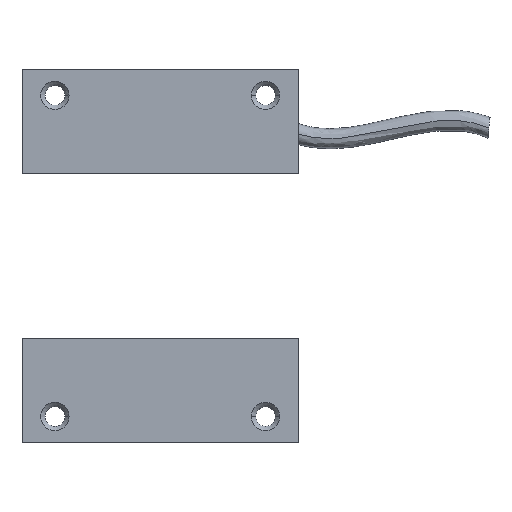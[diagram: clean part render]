
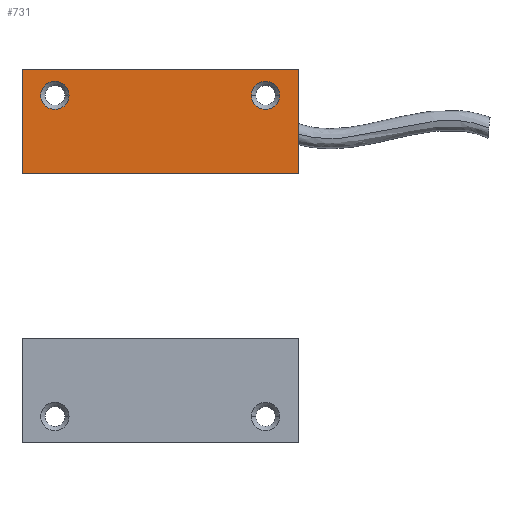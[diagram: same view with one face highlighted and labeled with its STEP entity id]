
A CAD part, top view. The second image highlights one B-rep face of the part: STEP entity #731.
In plain terms, the highlighted planar face has unit normal (0, 0, 1).
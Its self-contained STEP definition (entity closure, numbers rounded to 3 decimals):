
#9 = EDGE_CURVE ( 'NONE', #1200, #194, #635, .T. ) ;
#78 = LINE ( 'NONE', #1056, #1228 ) ;
#107 = EDGE_CURVE ( 'NONE', #194, #1200, #1276, .T. ) ;
#119 = ORIENTED_EDGE ( 'NONE', *, *, #1086, .T. ) ;
#135 = DIRECTION ( 'NONE',  ( 0., 1., 0. ) ) ;
#168 = DIRECTION ( 'NONE',  ( 1., 0., 0. ) ) ;
#172 = FACE_OUTER_BOUND ( 'NONE', #679, .T. ) ;
#181 = VERTEX_POINT ( 'NONE', #560 ) ;
#182 = LINE ( 'NONE', #480, #633 ) ;
#185 = DIRECTION ( 'NONE',  ( 1., 0., 0. ) ) ;
#194 = VERTEX_POINT ( 'NONE', #695 ) ;
#217 = VERTEX_POINT ( 'NONE', #249 ) ;
#249 = CARTESIAN_POINT ( 'NONE',  ( -18.15, 3.95, 4.8 ) ) ;
#270 = CARTESIAN_POINT ( 'NONE',  ( 0., 0., 4.8 ) ) ;
#287 = CARTESIAN_POINT ( 'NONE',  ( 16., 3.95, 4.8 ) ) ;
#291 = VECTOR ( 'NONE', #135, 1000. ) ;
#315 = EDGE_CURVE ( 'NONE', #548, #217, #470, .T. ) ;
#335 = VERTEX_POINT ( 'NONE', #588 ) ;
#337 = CIRCLE ( 'NONE', #450, 2.15 ) ;
#345 = CARTESIAN_POINT ( 'NONE',  ( 21., -7.95, 4.8 ) ) ;
#403 = DIRECTION ( 'NONE',  ( 0., 0., 1. ) ) ;
#418 = EDGE_CURVE ( 'NONE', #1302, #1008, #920, .T. ) ;
#448 = ORIENTED_EDGE ( 'NONE', *, *, #478, .F. ) ;
#450 = AXIS2_PLACEMENT_3D ( 'NONE', #498, #1365, #185 ) ;
#459 = ORIENTED_EDGE ( 'NONE', *, *, #761, .T. ) ;
#470 = CIRCLE ( 'NONE', #1167, 2.15 ) ;
#473 = DIRECTION ( 'NONE',  ( 1., 0., 0. ) ) ;
#478 = EDGE_CURVE ( 'NONE', #217, #548, #337, .T. ) ;
#480 = CARTESIAN_POINT ( 'NONE',  ( -21., -7.95, 4.8 ) ) ;
#498 = CARTESIAN_POINT ( 'NONE',  ( -16., 3.95, 4.8 ) ) ;
#516 = DIRECTION ( 'NONE',  ( -1., 0., 0. ) ) ;
#522 = ORIENTED_EDGE ( 'NONE', *, *, #418, .T. ) ;
#548 = VERTEX_POINT ( 'NONE', #1013 ) ;
#560 = CARTESIAN_POINT ( 'NONE',  ( 21., 7.95, 4.8 ) ) ;
#587 = DIRECTION ( 'NONE',  ( 0., -1., 0. ) ) ;
#588 = CARTESIAN_POINT ( 'NONE',  ( -21., 7.95, 4.8 ) ) ;
#601 = FACE_BOUND ( 'NONE', #1091, .T. ) ;
#605 = DIRECTION ( 'NONE',  ( 0., 0., 1. ) ) ;
#633 = VECTOR ( 'NONE', #587, 1000. ) ;
#635 = CIRCLE ( 'NONE', #1051, 2.15 ) ;
#652 = ORIENTED_EDGE ( 'NONE', *, *, #315, .F. ) ;
#679 = EDGE_LOOP ( 'NONE', ( #459, #522, #119, #1027 ) ) ;
#694 = CARTESIAN_POINT ( 'NONE',  ( 21., -7.95, 4.8 ) ) ;
#695 = CARTESIAN_POINT ( 'NONE',  ( 18.15, 3.95, 4.8 ) ) ;
#707 = CARTESIAN_POINT ( 'NONE',  ( 13.85, 3.95, 4.8 ) ) ;
#718 = DIRECTION ( 'NONE',  ( 1., 0., 0. ) ) ;
#722 = FACE_BOUND ( 'NONE', #936, .T. ) ;
#731 = ADVANCED_FACE ( 'NONE', ( #601, #722, #172 ), #1258, .T. ) ;
#761 = EDGE_CURVE ( 'NONE', #335, #1302, #182, .T. ) ;
#800 = CARTESIAN_POINT ( 'NONE',  ( -21., -7.95, 4.8 ) ) ;
#824 = DIRECTION ( 'NONE',  ( 0., 0., 1. ) ) ;
#866 = EDGE_CURVE ( 'NONE', #181, #335, #78, .T. ) ;
#869 = ORIENTED_EDGE ( 'NONE', *, *, #9, .F. ) ;
#920 = LINE ( 'NONE', #694, #952 ) ;
#936 = EDGE_LOOP ( 'NONE', ( #983, #869 ) ) ;
#945 = CARTESIAN_POINT ( 'NONE',  ( -16., 3.95, 4.8 ) ) ;
#952 = VECTOR ( 'NONE', #718, 1000. ) ;
#971 = DIRECTION ( 'NONE',  ( 0., 0., 1. ) ) ;
#983 = ORIENTED_EDGE ( 'NONE', *, *, #107, .F. ) ;
#985 = DIRECTION ( 'NONE',  ( 1., 0., 0. ) ) ;
#1008 = VERTEX_POINT ( 'NONE', #345 ) ;
#1013 = CARTESIAN_POINT ( 'NONE',  ( -13.85, 3.95, 4.8 ) ) ;
#1027 = ORIENTED_EDGE ( 'NONE', *, *, #866, .T. ) ;
#1051 = AXIS2_PLACEMENT_3D ( 'NONE', #287, #605, #168 ) ;
#1056 = CARTESIAN_POINT ( 'NONE',  ( 21., 7.95, 4.8 ) ) ;
#1086 = EDGE_CURVE ( 'NONE', #1008, #181, #1120, .T. ) ;
#1091 = EDGE_LOOP ( 'NONE', ( #652, #448 ) ) ;
#1120 = LINE ( 'NONE', #1308, #291 ) ;
#1139 = AXIS2_PLACEMENT_3D ( 'NONE', #1205, #971, #985 ) ;
#1140 = AXIS2_PLACEMENT_3D ( 'NONE', #270, #824, #473 ) ;
#1167 = AXIS2_PLACEMENT_3D ( 'NONE', #945, #403, #1350 ) ;
#1200 = VERTEX_POINT ( 'NONE', #707 ) ;
#1205 = CARTESIAN_POINT ( 'NONE',  ( 16., 3.95, 4.8 ) ) ;
#1228 = VECTOR ( 'NONE', #516, 1000. ) ;
#1258 = PLANE ( 'NONE',  #1140 ) ;
#1276 = CIRCLE ( 'NONE', #1139, 2.15 ) ;
#1302 = VERTEX_POINT ( 'NONE', #800 ) ;
#1308 = CARTESIAN_POINT ( 'NONE',  ( 21., -7.95, 4.8 ) ) ;
#1350 = DIRECTION ( 'NONE',  ( 1., 0., 0. ) ) ;
#1365 = DIRECTION ( 'NONE',  ( 0., 0., 1. ) ) ;
